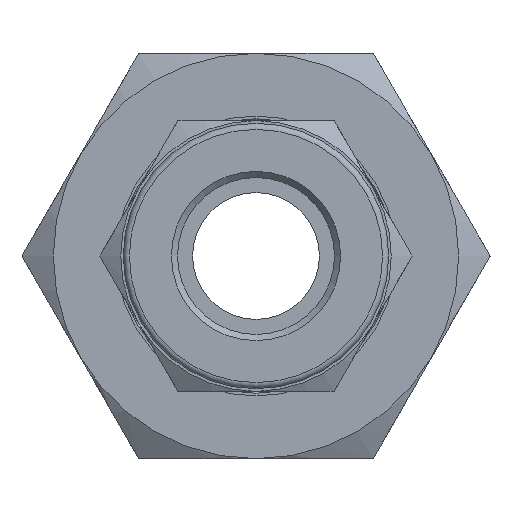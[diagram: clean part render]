
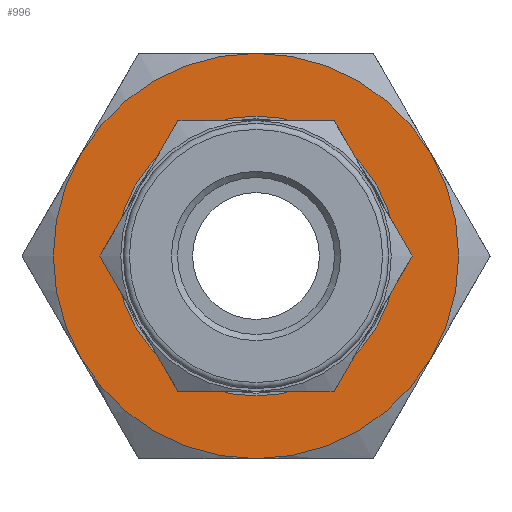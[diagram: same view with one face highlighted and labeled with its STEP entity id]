
A CAD part, left-side view. The second image highlights one B-rep face of the part: STEP entity #996.
In plain terms, the highlighted planar face has unit normal (-1, 0, 0).
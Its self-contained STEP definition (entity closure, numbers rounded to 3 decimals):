
#62=FACE_BOUND('',#240,.T.);
#83=CIRCLE('',#1081,9.9);
#101=CIRCLE('',#1115,16.65);
#167=FACE_OUTER_BOUND('',#239,.T.);
#239=EDGE_LOOP('',(#797));
#240=EDGE_LOOP('',(#798));
#442=VERTEX_POINT('',#1628);
#458=VERTEX_POINT('',#1687);
#551=EDGE_CURVE('',#442,#442,#83,.T.);
#578=EDGE_CURVE('',#458,#458,#101,.T.);
#797=ORIENTED_EDGE('',*,*,#578,.F.);
#798=ORIENTED_EDGE('',*,*,#551,.T.);
#949=PLANE('',#1114);
#996=ADVANCED_FACE('',(#167,#62),#949,.T.);
#1081=AXIS2_PLACEMENT_3D('',#1629,#1263,#1264);
#1114=AXIS2_PLACEMENT_3D('',#1686,#1338,#1339);
#1115=AXIS2_PLACEMENT_3D('',#1688,#1340,#1341);
#1263=DIRECTION('center_axis',(1.,0.,0.));
#1264=DIRECTION('ref_axis',(0.,1.,0.));
#1338=DIRECTION('center_axis',(-1.,0.,0.));
#1339=DIRECTION('ref_axis',(0.,0.,1.));
#1340=DIRECTION('center_axis',(1.,0.,0.));
#1341=DIRECTION('ref_axis',(0.,0.,-1.));
#1628=CARTESIAN_POINT('',(22.097,-9.9,0.));
#1629=CARTESIAN_POINT('Origin',(22.097,0.,0.));
#1686=CARTESIAN_POINT('Origin',(22.097,16.65,0.));
#1687=CARTESIAN_POINT('',(22.097,-16.65,0.));
#1688=CARTESIAN_POINT('Origin',(22.097,0.,0.));
